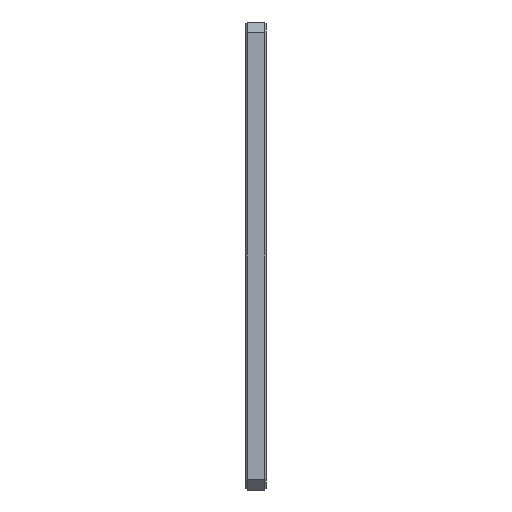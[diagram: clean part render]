
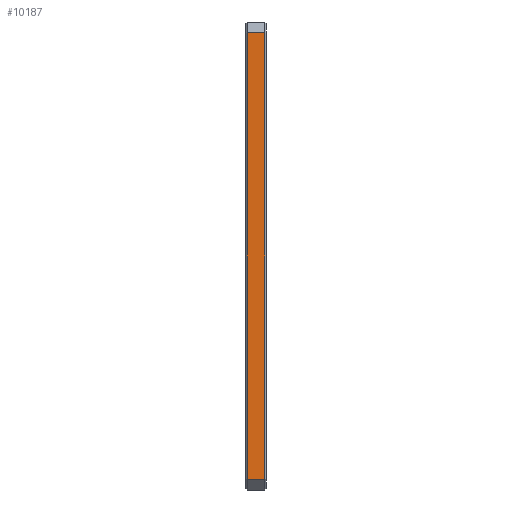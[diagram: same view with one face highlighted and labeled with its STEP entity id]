
A CAD part, left-side view. The second image highlights one B-rep face of the part: STEP entity #10187.
In plain terms, the highlighted planar face has unit normal (-1, 0, 0).
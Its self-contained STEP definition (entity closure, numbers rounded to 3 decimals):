
#3609=DIRECTION('',(0.,0.,1.));
#3610=VECTOR('',#3609,334.);
#3611=CARTESIAN_POINT('',(-175.,14.,-167.));
#3612=LINE('',#3611,#3610);
#3613=DIRECTION('',(0.,-1.,0.));
#3614=VECTOR('',#3613,13.);
#3615=CARTESIAN_POINT('',(-175.,14.,167.));
#3616=LINE('',#3615,#3614);
#3617=DIRECTION('',(0.,0.,-1.));
#3618=VECTOR('',#3617,334.);
#3619=CARTESIAN_POINT('',(-175.,1.,167.));
#3620=LINE('',#3619,#3618);
#3621=DIRECTION('',(0.,-1.,0.));
#3622=VECTOR('',#3621,13.);
#3623=CARTESIAN_POINT('',(-175.,14.,-167.));
#3624=LINE('',#3623,#3622);
#4807=CARTESIAN_POINT('',(-175.,14.,-167.));
#4808=VERTEX_POINT('',#4807);
#4809=CARTESIAN_POINT('',(-175.,14.,167.));
#4810=VERTEX_POINT('',#4809);
#4822=CARTESIAN_POINT('',(-175.,1.,167.));
#4824=VERTEX_POINT('',#4822);
#4825=CARTESIAN_POINT('',(-175.,1.,-167.));
#4826=VERTEX_POINT('',#4825);
#10173=CARTESIAN_POINT('',(-175.,0.,-175.));
#10174=DIRECTION('',(-1.,0.,0.));
#10175=DIRECTION('',(0.,0.,1.));
#10176=AXIS2_PLACEMENT_3D('',#10173,#10174,#10175);
#10177=PLANE('',#10176);
#10178=ORIENTED_EDGE('',*,*,#10164,.T.);
#10180=ORIENTED_EDGE('',*,*,#10179,.T.);
#10182=ORIENTED_EDGE('',*,*,#10181,.T.);
#10184=ORIENTED_EDGE('',*,*,#10183,.F.);
#10185=EDGE_LOOP('',(#10178,#10180,#10182,#10184));
#10186=FACE_OUTER_BOUND('',#10185,.F.);
#10187=ADVANCED_FACE('',(#10186),#10177,.T.);
#10164=EDGE_CURVE('',#4808,#4810,#3612,.T.);
#10179=EDGE_CURVE('',#4810,#4824,#3616,.T.);
#10181=EDGE_CURVE('',#4824,#4826,#3620,.T.);
#10183=EDGE_CURVE('',#4808,#4826,#3624,.T.);
